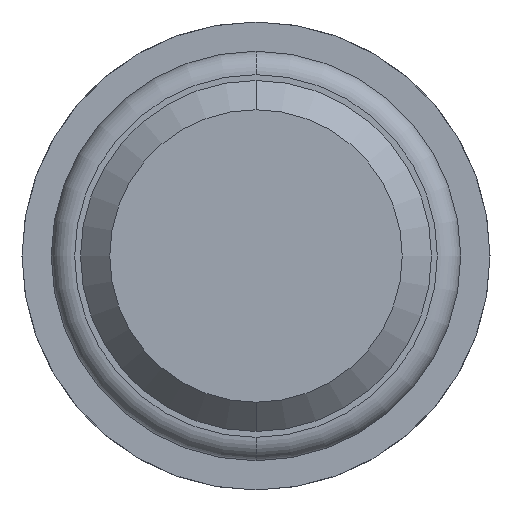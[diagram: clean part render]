
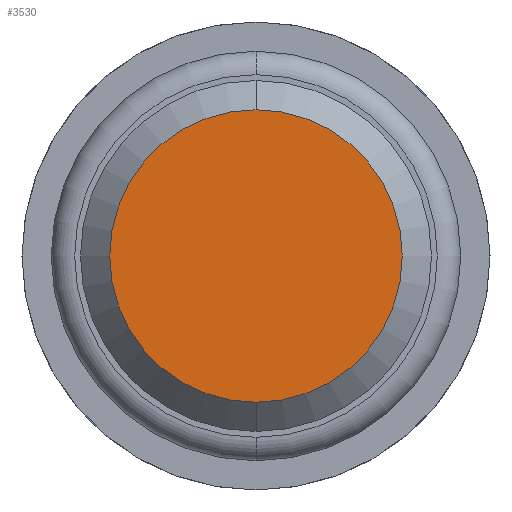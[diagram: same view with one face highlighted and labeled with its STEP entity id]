
A CAD part, front view. The second image highlights one B-rep face of the part: STEP entity #3530.
In plain terms, the highlighted planar face has unit normal (0, -1, 0).
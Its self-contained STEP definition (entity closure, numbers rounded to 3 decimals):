
#40 = AXIS2_PLACEMENT_3D ( 'NONE', #2577, #2297, #821 ) ;
#64 = EDGE_CURVE ( 'Defeature ausgef�hrt3_4+Defeature ausgef�hrt3_3+Defeature ausgef�hrt3_3+Defeature ausgef�hrt3_3', #2653, #3584, #104, .T. ) ;
#104 = CIRCLE ( 'NONE', #3705, 1.25 ) ;
#390 = ORIENTED_EDGE ( 'NONE', *, *, #64, .T. ) ;
#794 = DIRECTION ( 'NONE',  ( 0., 0., 1. ) ) ;
#821 = DIRECTION ( 'NONE',  ( 0., 0., 1. ) ) ;
#1171 = CARTESIAN_POINT ( 'NONE',  ( 0., -34.6, 0. ) ) ;
#1381 = CARTESIAN_POINT ( 'NONE',  ( 0., -34.6, 0. ) ) ;
#1480 = EDGE_LOOP ( 'NONE', ( #3508, #390 ) ) ;
#1521 = DIRECTION ( 'NONE',  ( 0., -1., 0. ) ) ;
#1766 = FACE_OUTER_BOUND ( 'NONE', #1480, .T. ) ;
#2248 = CIRCLE ( 'NONE', #3782, 1.25 ) ;
#2280 = DIRECTION ( 'NONE',  ( 0., -1., 0. ) ) ;
#2297 = DIRECTION ( 'NONE',  ( 0., 1., 0. ) ) ;
#2577 = CARTESIAN_POINT ( 'NONE',  ( 0., -34.6, 0. ) ) ;
#2653 = VERTEX_POINT ( 'NONE', #3788 ) ;
#3139 = PLANE ( 'NONE',  #40 ) ;
#3217 = DIRECTION ( 'NONE',  ( 0., 0., 1. ) ) ;
#3508 = ORIENTED_EDGE ( 'NONE', *, *, #3571, .T. ) ;
#3530 = ADVANCED_FACE ( 'Defeature ausgef�hrt3_4', ( #1766 ), #3139, .F. ) ;
#3571 = EDGE_CURVE ( 'Defeature ausgef�hrt3_4+Defeature ausgef�hrt3_3+Defeature ausgef�hrt3_3+Defeature ausgef�hrt3_3', #3584, #2653, #2248, .T. ) ;
#3584 = VERTEX_POINT ( 'NONE', #3748 ) ;
#3705 = AXIS2_PLACEMENT_3D ( 'NONE', #1171, #1521, #3217 ) ;
#3748 = CARTESIAN_POINT ( 'NONE',  ( 0., -34.6, 1.25 ) ) ;
#3782 = AXIS2_PLACEMENT_3D ( 'NONE', #1381, #2280, #794 ) ;
#3788 = CARTESIAN_POINT ( 'NONE',  ( 0., -34.6, -1.25 ) ) ;
